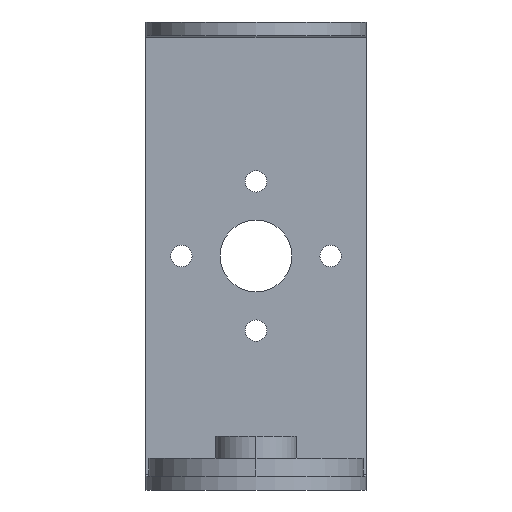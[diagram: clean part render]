
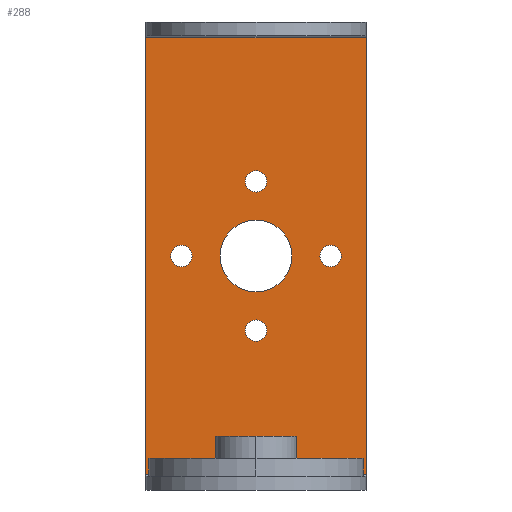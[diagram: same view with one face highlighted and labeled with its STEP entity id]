
A CAD part, left-side view. The second image highlights one B-rep face of the part: STEP entity #288.
In plain terms, the highlighted face is planar.
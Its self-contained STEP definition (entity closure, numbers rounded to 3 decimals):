
#50 = ORIENTED_EDGE ( 'NONE', *, *, #633, .F. ) ;
#78 = EDGE_LOOP ( 'NONE', ( #570, #1558 ) ) ;
#93 = CARTESIAN_POINT ( 'NONE',  ( -8.331, 1.524, 0. ) ) ;
#113 = DIRECTION ( 'NONE',  ( 0., 0., 1. ) ) ;
#166 = EDGE_CURVE ( 'NONE', #2291, #2350, #666, .T. ) ;
#194 = EDGE_CURVE ( 'NONE', #457, #1289, #529, .T. ) ;
#206 = VERTEX_POINT ( 'NONE', #2493 ) ;
#240 = AXIS2_PLACEMENT_3D ( 'NONE', #2009, #2218, #1408 ) ;
#268 = DIRECTION ( 'NONE',  ( 0., 0., 1. ) ) ;
#288 = ADVANCED_FACE ( 'NONE', ( #1581, #399, #2544, #2010, #1455, #882 ), #811, .T. ) ;
#290 = CARTESIAN_POINT ( 'NONE',  ( -45.064, 1.524, -12.306 ) ) ;
#302 = EDGE_CURVE ( 'NONE', #1509, #2617, #1383, .T. ) ;
#332 = EDGE_CURVE ( 'NONE', #1942, #2145, #2426, .T. ) ;
#368 = CARTESIAN_POINT ( 'NONE',  ( 0., 1.524, -7.137 ) ) ;
#397 = EDGE_CURVE ( 'NONE', #1942, #535, #1691, .T. ) ;
#399 = FACE_OUTER_BOUND ( 'NONE', #1591, .T. ) ;
#455 = CIRCLE ( 'NONE', #2680, 1.194 ) ;
#457 = VERTEX_POINT ( 'NONE', #2659 ) ;
#487 = AXIS2_PLACEMENT_3D ( 'NONE', #1155, #580, #268 ) ;
#498 = VERTEX_POINT ( 'NONE', #592 ) ;
#499 = DIRECTION ( 'NONE',  ( 0., 1., 0. ) ) ;
#529 = CIRCLE ( 'NONE', #1357, 1.194 ) ;
#535 = VERTEX_POINT ( 'NONE', #2196 ) ;
#569 = EDGE_LOOP ( 'NONE', ( #1538, #1376 ) ) ;
#570 = ORIENTED_EDGE ( 'NONE', *, *, #302, .F. ) ;
#580 = DIRECTION ( 'NONE',  ( 0., 1., 0. ) ) ;
#592 = CARTESIAN_POINT ( 'NONE',  ( 0., 1.524, 4. ) ) ;
#600 = DIRECTION ( 'NONE',  ( 0., 0., -1. ) ) ;
#609 = EDGE_CURVE ( 'NONE', #498, #1801, #2387, .T. ) ;
#621 = CARTESIAN_POINT ( 'NONE',  ( -45.064, 1.524, 0. ) ) ;
#633 = EDGE_CURVE ( 'NONE', #1801, #498, #1256, .T. ) ;
#666 = CIRCLE ( 'NONE', #1069, 1.194 ) ;
#678 = CIRCLE ( 'NONE', #1508, 1.194 ) ;
#682 = CIRCLE ( 'NONE', #2342, 1.194 ) ;
#751 = EDGE_LOOP ( 'NONE', ( #1498, #1496 ) ) ;
#784 = ORIENTED_EDGE ( 'NONE', *, *, #1589, .F. ) ;
#811 = PLANE ( 'NONE',  #2611 ) ;
#826 = CARTESIAN_POINT ( 'NONE',  ( -8.331, 1.524, -1.194 ) ) ;
#841 = CARTESIAN_POINT ( 'NONE',  ( -24.346, 1.524, 0. ) ) ;
#876 = DIRECTION ( 'NONE',  ( 0., 0., 1. ) ) ;
#881 = EDGE_LOOP ( 'NONE', ( #2257, #2683 ) ) ;
#882 = FACE_BOUND ( 'NONE', #881, .T. ) ;
#912 = CARTESIAN_POINT ( 'NONE',  ( 0., 1.524, 9.525 ) ) ;
#913 = DIRECTION ( 'NONE',  ( 1., 0., 0. ) ) ;
#937 = CARTESIAN_POINT ( 'NONE',  ( 0., 1.524, 0. ) ) ;
#972 = VECTOR ( 'NONE', #913, 1000. ) ;
#1029 = ORIENTED_EDGE ( 'NONE', *, *, #332, .F. ) ;
#1044 = VECTOR ( 'NONE', #600, 1000. ) ;
#1054 = EDGE_LOOP ( 'NONE', ( #50, #2141 ) ) ;
#1057 = AXIS2_PLACEMENT_3D ( 'NONE', #937, #499, #1846 ) ;
#1067 = EDGE_CURVE ( 'NONE', #2350, #2291, #455, .T. ) ;
#1069 = AXIS2_PLACEMENT_3D ( 'NONE', #2395, #2405, #2419 ) ;
#1108 = VERTEX_POINT ( 'NONE', #826 ) ;
#1115 = DIRECTION ( 'NONE',  ( -1., 0., 0. ) ) ;
#1152 = CARTESIAN_POINT ( 'NONE',  ( 0., 1.524, -4. ) ) ;
#1155 = CARTESIAN_POINT ( 'NONE',  ( 0., 1.524, 0. ) ) ;
#1211 = CARTESIAN_POINT ( 'NONE',  ( -24.346, 1.524, 12.306 ) ) ;
#1215 = CARTESIAN_POINT ( 'NONE',  ( 0., 1.524, -8.331 ) ) ;
#1256 = CIRCLE ( 'NONE', #1057, 4. ) ;
#1289 = VERTEX_POINT ( 'NONE', #912 ) ;
#1346 = CARTESIAN_POINT ( 'NONE',  ( 0., 1.524, -9.525 ) ) ;
#1357 = AXIS2_PLACEMENT_3D ( 'NONE', #2468, #2477, #2487 ) ;
#1376 = ORIENTED_EDGE ( 'NONE', *, *, #1827, .F. ) ;
#1383 = CIRCLE ( 'NONE', #2483, 1.194 ) ;
#1394 = DIRECTION ( 'NONE',  ( 0., 1., 0. ) ) ;
#1408 = DIRECTION ( 'NONE',  ( 0., 0., 1. ) ) ;
#1442 = CIRCLE ( 'NONE', #240, 1.194 ) ;
#1447 = DIRECTION ( 'NONE',  ( 0., -1., 0. ) ) ;
#1455 = FACE_BOUND ( 'NONE', #1054, .T. ) ;
#1458 = DIRECTION ( 'NONE',  ( 0., 0., 1. ) ) ;
#1496 = ORIENTED_EDGE ( 'NONE', *, *, #2246, .F. ) ;
#1498 = ORIENTED_EDGE ( 'NONE', *, *, #194, .F. ) ;
#1508 = AXIS2_PLACEMENT_3D ( 'NONE', #2059, #2465, #876 ) ;
#1509 = VERTEX_POINT ( 'NONE', #1346 ) ;
#1524 = LINE ( 'NONE', #290, #972 ) ;
#1538 = ORIENTED_EDGE ( 'NONE', *, *, #1949, .F. ) ;
#1558 = ORIENTED_EDGE ( 'NONE', *, *, #2066, .F. ) ;
#1565 = DIRECTION ( 'NONE',  ( 0., 1., 0. ) ) ;
#1581 = FACE_BOUND ( 'NONE', #751, .T. ) ;
#1587 = DIRECTION ( 'NONE',  ( 0., 0., 1. ) ) ;
#1589 = EDGE_CURVE ( 'NONE', #1838, #535, #1524, .T. ) ;
#1591 = EDGE_LOOP ( 'NONE', ( #784, #2554, #1029, #2169 ) ) ;
#1691 = LINE ( 'NONE', #1781, #1044 ) ;
#1781 = CARTESIAN_POINT ( 'NONE',  ( 24.346, 1.524, -12.306 ) ) ;
#1793 = CARTESIAN_POINT ( 'NONE',  ( -24.346, 1.524, -12.306 ) ) ;
#1801 = VERTEX_POINT ( 'NONE', #1152 ) ;
#1805 = LINE ( 'NONE', #841, #2346 ) ;
#1827 = EDGE_CURVE ( 'NONE', #206, #1108, #2665, .T. ) ;
#1838 = VERTEX_POINT ( 'NONE', #1793 ) ;
#1846 = DIRECTION ( 'NONE',  ( 0., 0., 1. ) ) ;
#1885 = VECTOR ( 'NONE', #1115, 1000. ) ;
#1888 = DIRECTION ( 'NONE',  ( 0., 0., 1. ) ) ;
#1942 = VERTEX_POINT ( 'NONE', #2172 ) ;
#1949 = EDGE_CURVE ( 'NONE', #1108, #206, #1442, .T. ) ;
#1997 = EDGE_CURVE ( 'NONE', #1838, #2145, #1805, .T. ) ;
#2009 = CARTESIAN_POINT ( 'NONE',  ( -8.331, 1.524, 0. ) ) ;
#2010 = FACE_BOUND ( 'NONE', #569, .T. ) ;
#2059 = CARTESIAN_POINT ( 'NONE',  ( 0., 1.524, -8.331 ) ) ;
#2066 = EDGE_CURVE ( 'NONE', #2617, #1509, #678, .T. ) ;
#2141 = ORIENTED_EDGE ( 'NONE', *, *, #609, .F. ) ;
#2145 = VERTEX_POINT ( 'NONE', #1211 ) ;
#2169 = ORIENTED_EDGE ( 'NONE', *, *, #397, .T. ) ;
#2172 = CARTESIAN_POINT ( 'NONE',  ( 24.346, 1.524, 12.306 ) ) ;
#2196 = CARTESIAN_POINT ( 'NONE',  ( 24.346, 1.524, -12.306 ) ) ;
#2218 = DIRECTION ( 'NONE',  ( 0., 1., 0. ) ) ;
#2246 = EDGE_CURVE ( 'NONE', #1289, #457, #682, .T. ) ;
#2257 = ORIENTED_EDGE ( 'NONE', *, *, #166, .T. ) ;
#2260 = CARTESIAN_POINT ( 'NONE',  ( 0., 1.524, 8.331 ) ) ;
#2263 = DIRECTION ( 'NONE',  ( 0., 1., 0. ) ) ;
#2265 = AXIS2_PLACEMENT_3D ( 'NONE', #93, #2263, #2385 ) ;
#2270 = DIRECTION ( 'NONE',  ( 0., 1., 0. ) ) ;
#2272 = CARTESIAN_POINT ( 'NONE',  ( 8.331, 1.524, 0. ) ) ;
#2280 = DIRECTION ( 'NONE',  ( 0., 0., 1. ) ) ;
#2291 = VERTEX_POINT ( 'NONE', #2402 ) ;
#2342 = AXIS2_PLACEMENT_3D ( 'NONE', #2260, #2270, #2280 ) ;
#2346 = VECTOR ( 'NONE', #1888, 1000. ) ;
#2350 = VERTEX_POINT ( 'NONE', #2609 ) ;
#2385 = DIRECTION ( 'NONE',  ( 0., 0., 1. ) ) ;
#2387 = CIRCLE ( 'NONE', #487, 4. ) ;
#2395 = CARTESIAN_POINT ( 'NONE',  ( 8.331, 1.524, 0. ) ) ;
#2402 = CARTESIAN_POINT ( 'NONE',  ( 8.331, 1.524, -1.194 ) ) ;
#2405 = DIRECTION ( 'NONE',  ( 0., -1., 0. ) ) ;
#2419 = DIRECTION ( 'NONE',  ( 0., 0., 1. ) ) ;
#2426 = LINE ( 'NONE', #2652, #1885 ) ;
#2465 = DIRECTION ( 'NONE',  ( 0., 1., 0. ) ) ;
#2468 = CARTESIAN_POINT ( 'NONE',  ( 0., 1.524, 8.331 ) ) ;
#2477 = DIRECTION ( 'NONE',  ( 0., 1., 0. ) ) ;
#2483 = AXIS2_PLACEMENT_3D ( 'NONE', #1215, #1565, #1587 ) ;
#2487 = DIRECTION ( 'NONE',  ( 0., 0., 1. ) ) ;
#2493 = CARTESIAN_POINT ( 'NONE',  ( -8.331, 1.524, 1.194 ) ) ;
#2544 = FACE_BOUND ( 'NONE', #78, .T. ) ;
#2554 = ORIENTED_EDGE ( 'NONE', *, *, #1997, .T. ) ;
#2609 = CARTESIAN_POINT ( 'NONE',  ( 8.331, 1.524, 1.194 ) ) ;
#2611 = AXIS2_PLACEMENT_3D ( 'NONE', #621, #1394, #113 ) ;
#2617 = VERTEX_POINT ( 'NONE', #368 ) ;
#2652 = CARTESIAN_POINT ( 'NONE',  ( -45.064, 1.524, 12.306 ) ) ;
#2659 = CARTESIAN_POINT ( 'NONE',  ( 0., 1.524, 7.137 ) ) ;
#2665 = CIRCLE ( 'NONE', #2265, 1.194 ) ;
#2680 = AXIS2_PLACEMENT_3D ( 'NONE', #2272, #1447, #1458 ) ;
#2683 = ORIENTED_EDGE ( 'NONE', *, *, #1067, .T. ) ;
